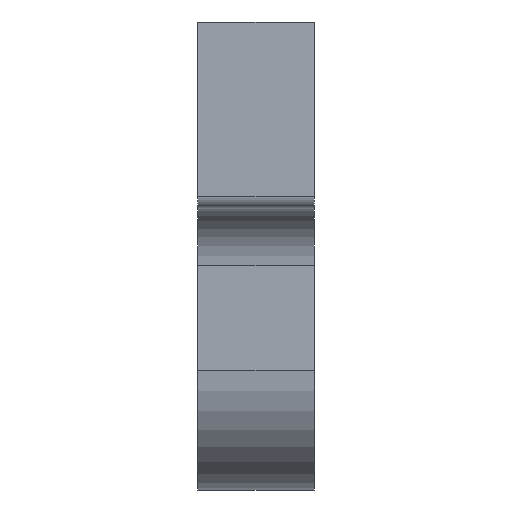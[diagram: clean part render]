
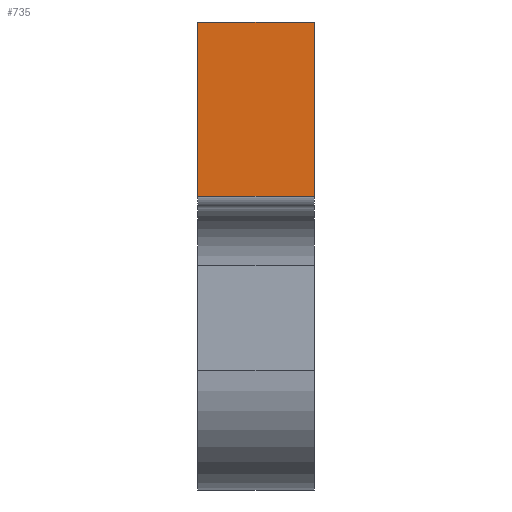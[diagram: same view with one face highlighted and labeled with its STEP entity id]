
A CAD part, left-side view. The second image highlights one B-rep face of the part: STEP entity #735.
In plain terms, the highlighted planar face has unit normal (-1, 0, 0).
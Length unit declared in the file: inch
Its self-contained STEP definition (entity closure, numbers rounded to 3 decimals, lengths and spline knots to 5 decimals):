
#32 = EDGE_CURVE ( 'NONE', #714, #844, #1395, .T. ) ;
#51 = AXIS2_PLACEMENT_3D ( 'NONE', #1111, #611, #876 ) ;
#79 = ORIENTED_EDGE ( 'NONE', *, *, #778, .F. ) ;
#349 = VECTOR ( 'NONE', #895, 39.37008 ) ;
#398 = FACE_OUTER_BOUND ( 'NONE', #567, .T. ) ;
#437 = EDGE_CURVE ( 'NONE', #844, #766, #1247, .T. ) ;
#493 = CARTESIAN_POINT ( 'NONE',  ( -0.65, 0.25, 0.75 ) ) ;
#563 = VERTEX_POINT ( 'NONE', #493 ) ;
#567 = EDGE_LOOP ( 'NONE', ( #79, #1015, #624, #617 ) ) ;
#588 = LINE ( 'NONE', #1293, #879 ) ;
#611 = DIRECTION ( 'NONE',  ( 1., 0., 0. ) ) ;
#617 = ORIENTED_EDGE ( 'NONE', *, *, #947, .F. ) ;
#624 = ORIENTED_EDGE ( 'NONE', *, *, #437, .T. ) ;
#643 = CARTESIAN_POINT ( 'NONE',  ( -0.65, 0.25, 0.75 ) ) ;
#676 = VECTOR ( 'NONE', #1466, 39.37008 ) ;
#707 = LINE ( 'NONE', #643, #676 ) ;
#714 = VERTEX_POINT ( 'NONE', #1489 ) ;
#735 = ADVANCED_FACE ( 'NONE', ( #398 ), #1418, .F. ) ;
#766 = VERTEX_POINT ( 'NONE', #1354 ) ;
#778 = EDGE_CURVE ( 'NONE', #714, #563, #588, .T. ) ;
#843 = CARTESIAN_POINT ( 'NONE',  ( -0.65, 0., 0.375 ) ) ;
#844 = VERTEX_POINT ( 'NONE', #843 ) ;
#847 = CARTESIAN_POINT ( 'NONE',  ( -0.65, 0.25, 0.375 ) ) ;
#876 = DIRECTION ( 'NONE',  ( 0., 0., -1. ) ) ;
#879 = VECTOR ( 'NONE', #1261, 39.37008 ) ;
#895 = DIRECTION ( 'NONE',  ( 0., 0., 1. ) ) ;
#905 = CARTESIAN_POINT ( 'NONE',  ( -0.65, 0., 0.35 ) ) ;
#947 = EDGE_CURVE ( 'NONE', #563, #766, #707, .T. ) ;
#1015 = ORIENTED_EDGE ( 'NONE', *, *, #32, .T. ) ;
#1095 = VECTOR ( 'NONE', #1189, 39.37008 ) ;
#1111 = CARTESIAN_POINT ( 'NONE',  ( -0.65, 0.25, 0.35 ) ) ;
#1189 = DIRECTION ( 'NONE',  ( 0., -1., 0. ) ) ;
#1247 = LINE ( 'NONE', #905, #349 ) ;
#1261 = DIRECTION ( 'NONE',  ( 0., 0., 1. ) ) ;
#1293 = CARTESIAN_POINT ( 'NONE',  ( -0.65, 0.25, 0.35 ) ) ;
#1354 = CARTESIAN_POINT ( 'NONE',  ( -0.65, 0., 0.75 ) ) ;
#1395 = LINE ( 'NONE', #847, #1095 ) ;
#1418 = PLANE ( 'NONE',  #51 ) ;
#1466 = DIRECTION ( 'NONE',  ( 0., -1., 0. ) ) ;
#1489 = CARTESIAN_POINT ( 'NONE',  ( -0.65, 0.25, 0.375 ) ) ;
